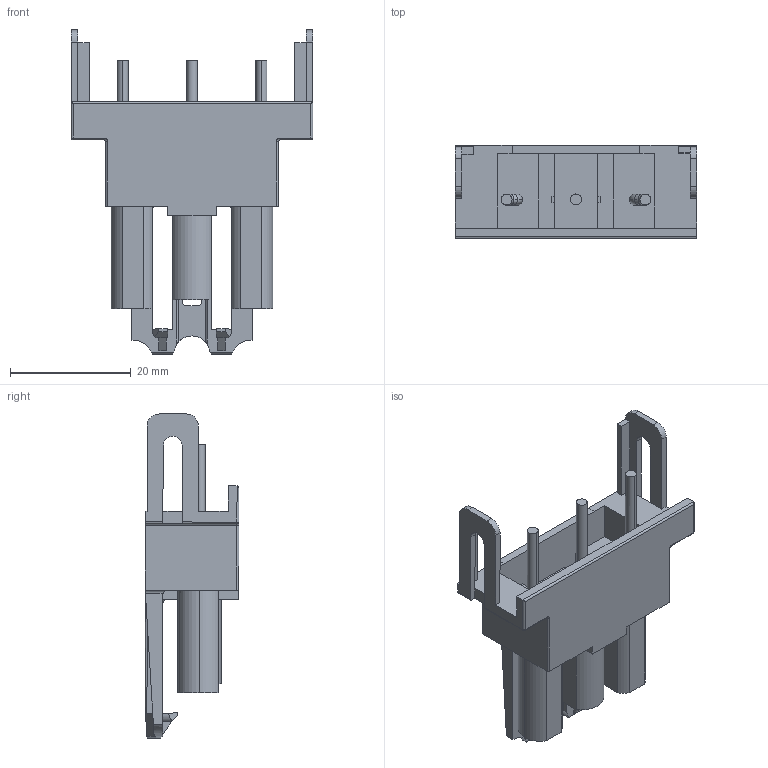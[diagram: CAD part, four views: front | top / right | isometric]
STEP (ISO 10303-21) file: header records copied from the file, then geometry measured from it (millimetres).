
FILE_DESCRIPTION (( 'STEP AP214' ), '1' );
FILE_NAME ('6117190.stp', '2018-11-29T07:56:02', ( '' ), ( '' ), 'SwSTEP 2.0', 'SolidWorks 2018', '' );
FILE_SCHEMA (( 'AUTOMOTIVE_DESIGN' ));
Length unit declared in the file: millimetre
Products named in the file (6): P_6117190_2_Standard; P_6117190_3_Standard; P_6117190_4_Standard; P_6117190_6_Standard; P_6117190_5_Standard; 6117190
Assembly tree (10 placements, depth 2):
  6117190
    P_6117190_5_Standard
    P_6117190_6_Standard  x3
    P_6117190_4_Standard  x3
    P_6117190_3_Standard  x2
    P_6117190_2_Standard
Bounding box: 40 x 15.52 x 53.7 mm (x, y, z)
Volume: 7330.8 mm3; surface area: 9605.4 mm2
Topology: 10 solids, 13 shells, 639 faces, 1763 edges, 1147 vertices
Faces by surface type: plane 325, cylinder 161, cone 95, torus 42, bspline 14, sphere 2
Full cylindrical faces by diameter (mm): 2.7 x2
Entity records: 17768 total; most frequent: CARTESIAN_POINT 3890, ORIENTED_EDGE 2162, DIRECTION 1828, EDGE_CURVE 1081, VERTEX_POINT 703, AXIS2_PLACEMENT_3D 636, LINE 556, VECTOR 556
